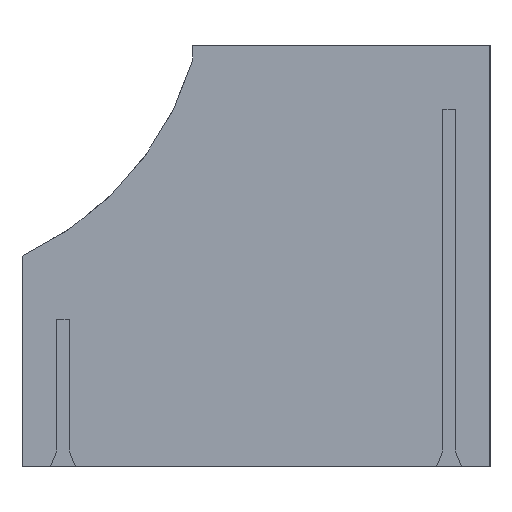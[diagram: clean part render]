
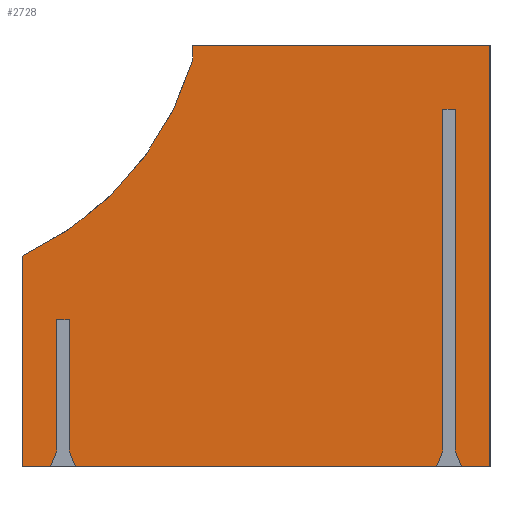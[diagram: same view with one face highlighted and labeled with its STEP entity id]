
A CAD part, left-side view. The second image highlights one B-rep face of the part: STEP entity #2728.
In plain terms, the highlighted planar face has unit normal (-1, 0, 0).
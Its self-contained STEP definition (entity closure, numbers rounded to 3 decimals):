
#18=CIRCLE('',#2893,100.);
#43=FACE_OUTER_BOUND('',#187,.T.);
#187=EDGE_LOOP('',(#1912,#1913,#1914,#1915,#1916,#1917,#1918,#1919,#1920,
#1921,#1922,#1923,#1924,#1925,#1926,#1927,#1928,#1929));
#322=LINE('',#3737,#718);
#370=LINE('',#3833,#766);
#376=LINE('',#3845,#772);
#379=LINE('',#3850,#775);
#390=LINE('',#3872,#786);
#399=LINE('',#3891,#795);
#401=LINE('',#3894,#797);
#403=LINE('',#3898,#799);
#404=LINE('',#3900,#800);
#409=LINE('',#3910,#805);
#411=LINE('',#3915,#807);
#413=LINE('',#3918,#809);
#414=LINE('',#3920,#810);
#416=LINE('',#3925,#812);
#417=LINE('',#3927,#813);
#418=LINE('',#3929,#814);
#419=LINE('',#3932,#815);
#718=VECTOR('',#3037,10.);
#766=VECTOR('',#3085,10.);
#772=VECTOR('',#3091,10.);
#775=VECTOR('',#3096,10.);
#786=VECTOR('',#3115,10.);
#795=VECTOR('',#3132,10.);
#797=VECTOR('',#3136,10.);
#799=VECTOR('',#3140,10.);
#800=VECTOR('',#3143,10.);
#805=VECTOR('',#3152,10.);
#807=VECTOR('',#3156,10.);
#809=VECTOR('',#3160,10.);
#810=VECTOR('',#3163,10.);
#812=VECTOR('',#3169,10.);
#813=VECTOR('',#3170,10.);
#814=VECTOR('',#3171,10.);
#815=VECTOR('',#3174,10.);
#1112=VERTEX_POINT('',#3734);
#1113=VERTEX_POINT('',#3736);
#1160=VERTEX_POINT('',#3830);
#1161=VERTEX_POINT('',#3832);
#1166=VERTEX_POINT('',#3842);
#1167=VERTEX_POINT('',#3844);
#1168=VERTEX_POINT('',#3848);
#1175=VERTEX_POINT('',#3870);
#1180=VERTEX_POINT('',#3888);
#1181=VERTEX_POINT('',#3890);
#1182=VERTEX_POINT('',#3896);
#1185=VERTEX_POINT('',#3908);
#1186=VERTEX_POINT('',#3912);
#1187=VERTEX_POINT('',#3914);
#1188=VERTEX_POINT('',#3924);
#1189=VERTEX_POINT('',#3926);
#1190=VERTEX_POINT('',#3928);
#1191=VERTEX_POINT('',#3930);
#1374=EDGE_CURVE('',#1113,#1112,#322,.T.);
#1422=EDGE_CURVE('',#1161,#1160,#370,.T.);
#1428=EDGE_CURVE('',#1167,#1166,#376,.T.);
#1431=EDGE_CURVE('',#1112,#1168,#379,.T.);
#1442=EDGE_CURVE('',#1166,#1175,#390,.T.);
#1451=EDGE_CURVE('',#1181,#1180,#399,.T.);
#1453=EDGE_CURVE('',#1180,#1161,#401,.T.);
#1455=EDGE_CURVE('',#1175,#1182,#403,.T.);
#1456=EDGE_CURVE('',#1182,#1181,#404,.T.);
#1461=EDGE_CURVE('',#1168,#1185,#409,.T.);
#1463=EDGE_CURVE('',#1187,#1186,#411,.T.);
#1465=EDGE_CURVE('',#1186,#1167,#413,.T.);
#1466=EDGE_CURVE('',#1185,#1187,#414,.T.);
#1468=EDGE_CURVE('',#1188,#1160,#416,.T.);
#1469=EDGE_CURVE('',#1189,#1188,#417,.T.);
#1470=EDGE_CURVE('',#1189,#1190,#418,.T.);
#1471=EDGE_CURVE('',#1190,#1191,#18,.T.);
#1472=EDGE_CURVE('',#1113,#1191,#419,.T.);
#1912=ORIENTED_EDGE('',*,*,#1442,.T.);
#1913=ORIENTED_EDGE('',*,*,#1455,.T.);
#1914=ORIENTED_EDGE('',*,*,#1456,.T.);
#1915=ORIENTED_EDGE('',*,*,#1451,.T.);
#1916=ORIENTED_EDGE('',*,*,#1453,.T.);
#1917=ORIENTED_EDGE('',*,*,#1422,.T.);
#1918=ORIENTED_EDGE('',*,*,#1468,.F.);
#1919=ORIENTED_EDGE('',*,*,#1469,.F.);
#1920=ORIENTED_EDGE('',*,*,#1470,.T.);
#1921=ORIENTED_EDGE('',*,*,#1471,.T.);
#1922=ORIENTED_EDGE('',*,*,#1472,.F.);
#1923=ORIENTED_EDGE('',*,*,#1374,.T.);
#1924=ORIENTED_EDGE('',*,*,#1431,.T.);
#1925=ORIENTED_EDGE('',*,*,#1461,.T.);
#1926=ORIENTED_EDGE('',*,*,#1466,.T.);
#1927=ORIENTED_EDGE('',*,*,#1463,.T.);
#1928=ORIENTED_EDGE('',*,*,#1465,.T.);
#1929=ORIENTED_EDGE('',*,*,#1428,.T.);
#2585=PLANE('',#2892);
#2728=ADVANCED_FACE('',(#43),#2585,.T.);
#2892=AXIS2_PLACEMENT_3D('',#3923,#3167,#3168);
#2893=AXIS2_PLACEMENT_3D('',#3931,#3172,#3173);
#3037=DIRECTION('',(0.,-1.,0.));
#3085=DIRECTION('',(0.,-1.,0.));
#3091=DIRECTION('',(0.,-1.,0.));
#3096=DIRECTION('',(0.,-0.371,0.928));
#3115=DIRECTION('',(0.,-0.371,0.928));
#3132=DIRECTION('',(0.,0.,-1.));
#3136=DIRECTION('',(0.,-0.371,-0.928));
#3140=DIRECTION('',(0.,0.,1.));
#3143=DIRECTION('',(0.,-1.,0.));
#3152=DIRECTION('',(0.,0.,1.));
#3156=DIRECTION('',(0.,0.,-1.));
#3160=DIRECTION('',(0.,-0.371,-0.928));
#3163=DIRECTION('',(0.,-1.,0.));
#3167=DIRECTION('center_axis',(-1.,0.,0.));
#3168=DIRECTION('ref_axis',(0.,0.,1.));
#3169=DIRECTION('',(0.,0.,-1.));
#3170=DIRECTION('',(0.,-1.,0.));
#3171=DIRECTION('',(0.,0.,-1.));
#3172=DIRECTION('center_axis',(1.,0.,0.));
#3173=DIRECTION('ref_axis',(0.,0.959,0.282));
#3174=DIRECTION('',(0.,0.,1.));
#3734=CARTESIAN_POINT('',(-91.325,65.578,-67.2));
#3736=CARTESIAN_POINT('',(-91.325,74.64,-67.2));
#3737=CARTESIAN_POINT('',(-91.325,0.,-67.2));
#3830=CARTESIAN_POINT('',(-91.325,-74.64,-67.2));
#3832=CARTESIAN_POINT('',(-91.325,-65.578,-67.2));
#3833=CARTESIAN_POINT('',(-91.325,0.,-67.2));
#3842=CARTESIAN_POINT('',(-91.325,-57.578,-67.2));
#3844=CARTESIAN_POINT('',(-91.325,57.578,-67.2));
#3845=CARTESIAN_POINT('',(-91.325,0.,-67.2));
#3848=CARTESIAN_POINT('',(-91.325,63.578,-62.2));
#3850=CARTESIAN_POINT('',(-91.325,60.056,-53.394));
#3870=CARTESIAN_POINT('',(-91.325,-59.578,-62.2));
#3872=CARTESIAN_POINT('',(-91.325,-54.608,-74.627));
#3888=CARTESIAN_POINT('',(-91.325,-63.578,-62.2));
#3890=CARTESIAN_POINT('',(-91.325,-63.578,46.8));
#3891=CARTESIAN_POINT('',(-91.325,-63.578,-64.7));
#3894=CARTESIAN_POINT('',(-91.325,-61.056,-55.894));
#3896=CARTESIAN_POINT('',(-91.325,-59.578,46.8));
#3898=CARTESIAN_POINT('',(-91.325,-59.578,-10.2));
#3900=CARTESIAN_POINT('',(-91.325,-31.789,46.8));
#3908=CARTESIAN_POINT('',(-91.325,63.578,-20.4));
#3910=CARTESIAN_POINT('',(-91.325,63.578,-43.8));
#3912=CARTESIAN_POINT('',(-91.325,59.578,-62.2));
#3914=CARTESIAN_POINT('',(-91.325,59.578,-20.4));
#3915=CARTESIAN_POINT('',(-91.325,59.578,-64.7));
#3918=CARTESIAN_POINT('',(-91.325,53.608,-77.127));
#3920=CARTESIAN_POINT('',(-91.325,29.789,-20.4));
#3923=CARTESIAN_POINT('Origin',(-91.325,0.,-67.2));
#3924=CARTESIAN_POINT('',(-91.325,-74.64,67.2));
#3925=CARTESIAN_POINT('',(-91.325,-74.64,67.2));
#3926=CARTESIAN_POINT('',(-91.325,20.1,67.2));
#3927=CARTESIAN_POINT('',(-91.325,0.,67.2));
#3928=CARTESIAN_POINT('',(-91.325,20.1,62.8));
#3929=CARTESIAN_POINT('',(-91.325,20.1,0.));
#3930=CARTESIAN_POINT('',(-91.325,74.64,0.));
#3931=CARTESIAN_POINT('Origin',(-91.325,116.032,91.031));
#3932=CARTESIAN_POINT('',(-91.325,74.64,67.2));
